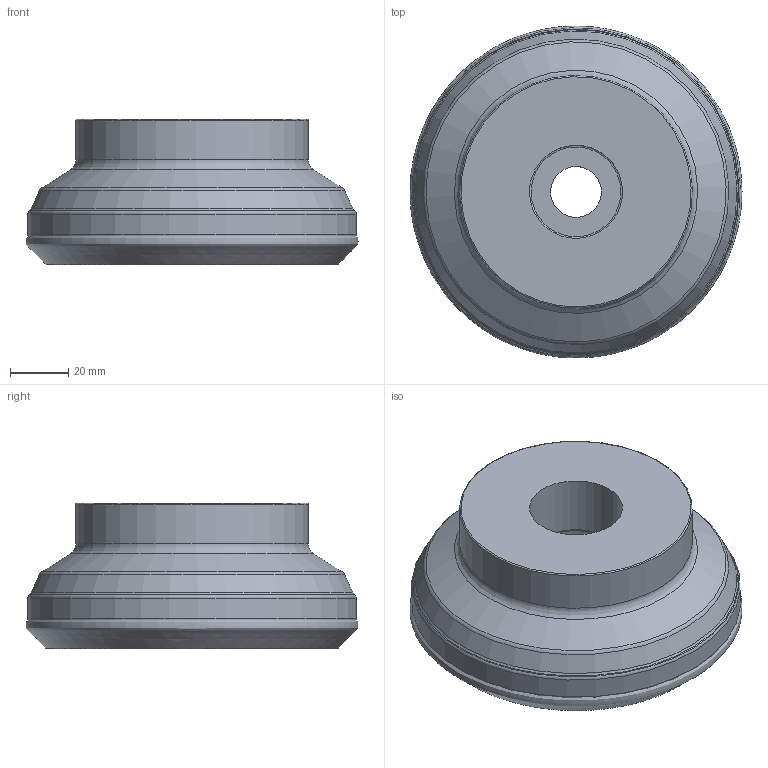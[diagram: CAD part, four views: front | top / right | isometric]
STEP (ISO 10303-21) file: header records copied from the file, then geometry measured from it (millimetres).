
FILE_DESCRIPTION(/* description */ (''),/* implementation_level */ '2;1');
FILE_NAME(/* name */ 'toolassembly_1.stp',/* time_stamp */ '2019-01-25T11:17:22+01:00',/* author */ (''),/* organization */ ('SMS'),/* preprocessor_version */ 'ST-DEVELOPER v15',/* originating_system */ 'SIEMENS PLM Software NX 8.5',/* authorisation */ '');
FILE_SCHEMA (('AUTOMOTIVE_DESIGN { 1 0 10303 214 3 1 1 1 }'));
Length unit declared in the file: millimetre
Products named in the file (4): ASSEMBLY_CONSTRUCTION; CUT_20190125111624; NOCUT_20190125111617; TOOLASSEMBLY_1
Assembly tree (3 placements, depth 2):
  TOOLASSEMBLY_1
    NOCUT_20190125111617
    CUT_20190125111624
    ASSEMBLY_CONSTRUCTION
Bounding box: 114.21 x 114.2 x 50.04 mm (x, y, z)
Volume: 336819.8 mm3; surface area: 49034.5 mm2
Topology: 2 solids, 2 shells, 31 faces, 67 edges, 52 vertices
Faces by surface type: torus 13, cone 7, cylinder 6, plane 4, bspline 1
Full cylindrical faces by diameter (mm): 17.5 x1, 27 x1, 32.012 x1, 32.5 x1, 80 x1, 113.006 x1
Entity records: 15443 total; most frequent: CARTESIAN_POINT 14675, DIRECTION 152, AXIS2_PLACEMENT_3D 76, FACE_BOUND 61, EDGE_LOOP 60, ORIENTED_EDGE 60, ADVANCED_FACE 31, VERTEX_POINT 31
